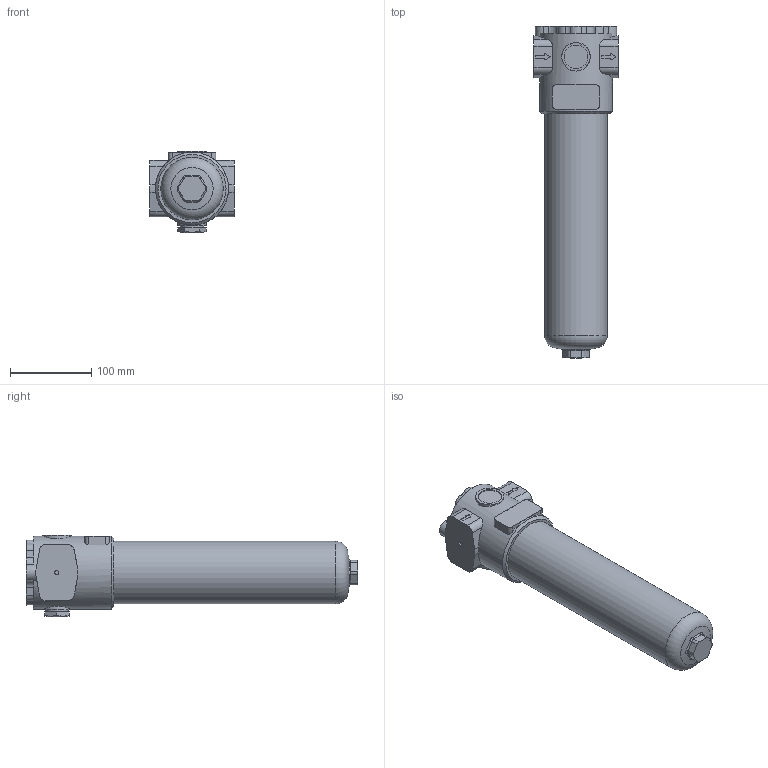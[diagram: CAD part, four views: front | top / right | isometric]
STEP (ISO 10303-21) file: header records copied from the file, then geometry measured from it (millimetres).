
FILE_DESCRIPTION((''),'2;1');
FILE_NAME('FMP1353S-B_02.stp','2012-12-20T09:01:55',('cad10'),(''),'Autodesk Inventor 2013','Autodesk Inventor 2013','');
FILE_SCHEMA(('AUTOMOTIVE_DESIGN { 1 0 10303 214 1 1 1 1 }'));
Length unit declared in the file: millimetre
Products named in the file (1): FMP135_Shrinkwrap_1
Bounding box: 104 x 409 x 100.3 mm (x, y, z)
Volume: 2098419.6 mm3; surface area: 121851.6 mm2
Topology: 1 solids, 1 shells, 185 faces, 477 edges, 312 vertices
Faces by surface type: plane 90, cylinder 79, bspline 12, cone 3, torus 1
Full cylindrical faces by diameter (mm): 5 x2, 8.5 x3, 28 x1, 28.7 x1, 29 x2, 35 x2, 77 x1, 90 x1
Entity records: 6296 total; most frequent: CARTESIAN_POINT 1590, DIRECTION 926, ORIENTED_EDGE 916, EDGE_CURVE 458, AXIS2_PLACEMENT_3D 342, VERTEX_POINT 310, VECTOR 242, LINE 242
